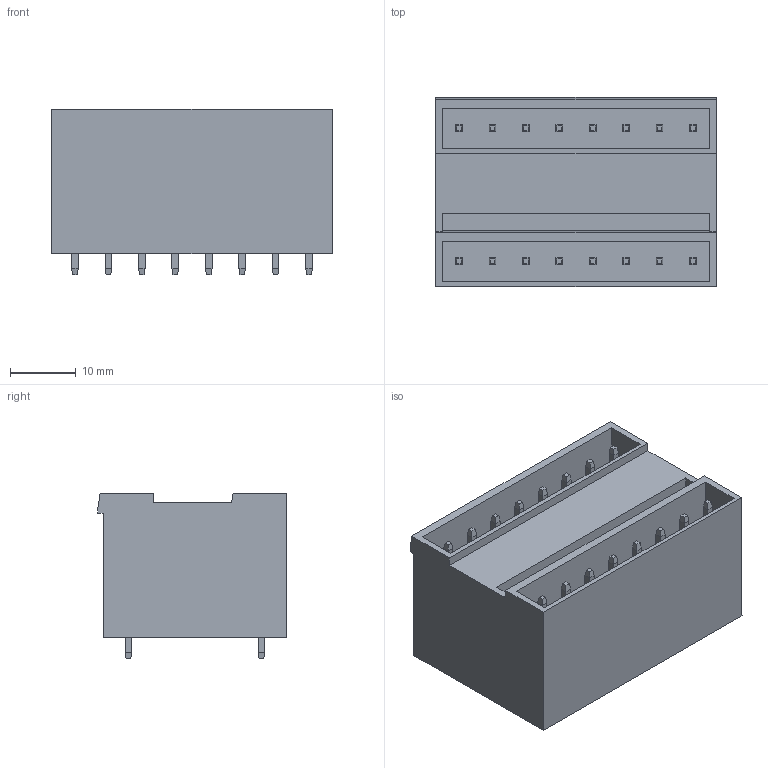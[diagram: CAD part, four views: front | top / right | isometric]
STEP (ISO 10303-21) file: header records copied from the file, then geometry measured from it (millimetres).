
FILE_DESCRIPTION(('CATIA V5 STEP Exchange','CAx-IF Rec.Pracs.--- Model Styling and Organization---1.2---2011-12-15'),'2;1');
FILE_NAME ('D1453128_0_1602450000_1602450000.stp','2018-11-03T06:58:08+00:00',('none'),('Weidmueller'),'CATIA Version 5-6 Release 2014','CATIA V5 STEP AP214','none');
FILE_SCHEMA(('AUTOMOTIVE_DESIGN { 1 0 10303 214 1 1 1 1 }'));
Length unit declared in the file: millimetre
Products named in the file (1): 1602450000
Bounding box: 42.64 x 28.68 x 25.2 mm (x, y, z)
Volume: 12947.9 mm3; surface area: 12400.4 mm2
Topology: 17 solids, 17 shells, 322 faces, 730 edges, 444 vertices
Faces by surface type: plane 322
Entity records: 7758 total; most frequent: ORIENTED_EDGE 1460, CARTESIAN_POINT 1444, DIRECTION 884, EDGE_CURVE 730, VECTOR 602, LINE 602, VERTEX_POINT 444, EDGE_LOOP 356
